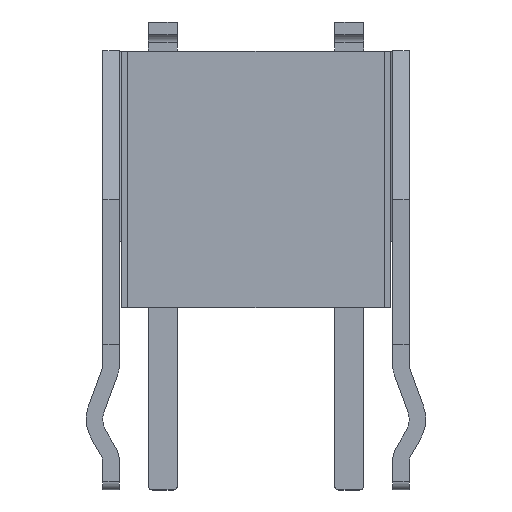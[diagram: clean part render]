
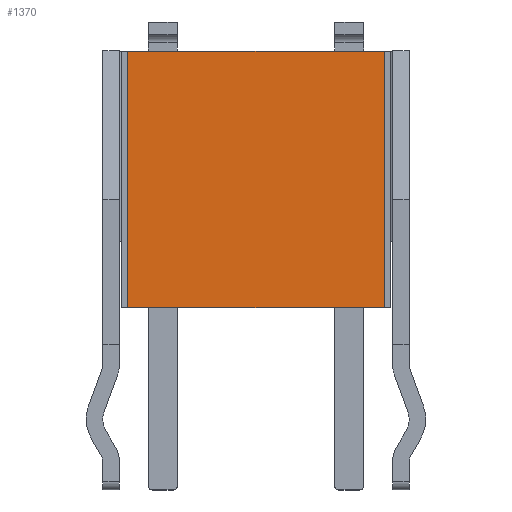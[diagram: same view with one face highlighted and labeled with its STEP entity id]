
A CAD part, top view. The second image highlights one B-rep face of the part: STEP entity #1370.
In plain terms, the highlighted planar face has unit normal (0, 0, 1).
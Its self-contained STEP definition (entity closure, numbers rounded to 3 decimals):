
#115 = VERTEX_POINT ( 'NONE', #2105 ) ;
#116 = VERTEX_POINT ( 'NONE', #2106 ) ;
#117 = VERTEX_POINT ( 'NONE', #2107 ) ;
#118 = VERTEX_POINT ( 'NONE', #2108 ) ;
#339 = EDGE_LOOP ( 'NONE', ( #1175, #1176, #1177, #1178 ) ) ;
#1175 = ORIENTED_EDGE ( 'NONE', *, *, #1888, .F. ) ;
#1176 = ORIENTED_EDGE ( 'NONE', *, *, #1893, .T. ) ;
#1177 = ORIENTED_EDGE ( 'NONE', *, *, #1891, .F. ) ;
#1178 = ORIENTED_EDGE ( 'NONE', *, *, #1837, .F. ) ;
#1370 = ADVANCED_FACE ( 'NONE', ( #4006 ), #3427, .T. ) ;
#1837 = EDGE_CURVE ( 'NONE', #115, #116, #4883, .T. ) ;
#1888 = EDGE_CURVE ( 'NONE', #117, #115, #4958, .T. ) ;
#1891 = EDGE_CURVE ( 'NONE', #116, #118, #4971, .T. ) ;
#1893 = EDGE_CURVE ( 'NONE', #117, #118, #4975, .T. ) ;
#2105 = CARTESIAN_POINT ( 'NONE',  ( -3.1, 2.9, -1.65 ) ) ;
#2106 = CARTESIAN_POINT ( 'NONE',  ( -3.1, 9.1, -1.65 ) ) ;
#2107 = CARTESIAN_POINT ( 'NONE',  ( 3.1, 2.9, -1.65 ) ) ;
#2108 = CARTESIAN_POINT ( 'NONE',  ( 3.1, 9.1, -1.65 ) ) ;
#3419 = CARTESIAN_POINT ( 'NONE',  ( -3.1, -3.903, -1.65 ) ) ;
#3427 = PLANE ( 'NONE',  #3811 ) ;
#3439 = DIRECTION ( 'NONE',  ( 0., 0., 1. ) ) ;
#3440 = DIRECTION ( 'NONE',  ( 1., 0., 0. ) ) ;
#3811 = AXIS2_PLACEMENT_3D ( 'NONE', #3419, #3439, #3440 ) ;
#4006 = FACE_OUTER_BOUND ( 'NONE', #339, .T. ) ;
#4567 = CARTESIAN_POINT ( 'NONE',  ( -3.1, -3.903, -1.65 ) ) ;
#4568 = DIRECTION ( 'NONE',  ( 0., 1., 0. ) ) ;
#4688 = CARTESIAN_POINT ( 'NONE',  ( -3.1, 2.9, -1.65 ) ) ;
#4689 = DIRECTION ( 'NONE',  ( -1., 0., 0. ) ) ;
#4694 = CARTESIAN_POINT ( 'NONE',  ( -3.1, 9.1, -1.65 ) ) ;
#4695 = DIRECTION ( 'NONE',  ( 1., 0., 0. ) ) ;
#4699 = CARTESIAN_POINT ( 'NONE',  ( 3.1, -3.903, -1.65 ) ) ;
#4700 = DIRECTION ( 'NONE',  ( 0., 1., 0. ) ) ;
#4883 = LINE ( 'NONE', #4567, #4884 ) ;
#4884 = VECTOR ( 'NONE', #4568, 1000. ) ;
#4958 = LINE ( 'NONE', #4688, #4965 ) ;
#4965 = VECTOR ( 'NONE', #4689, 1000. ) ;
#4971 = LINE ( 'NONE', #4694, #4972 ) ;
#4972 = VECTOR ( 'NONE', #4695, 1000. ) ;
#4975 = LINE ( 'NONE', #4699, #4976 ) ;
#4976 = VECTOR ( 'NONE', #4700, 1000. ) ;
